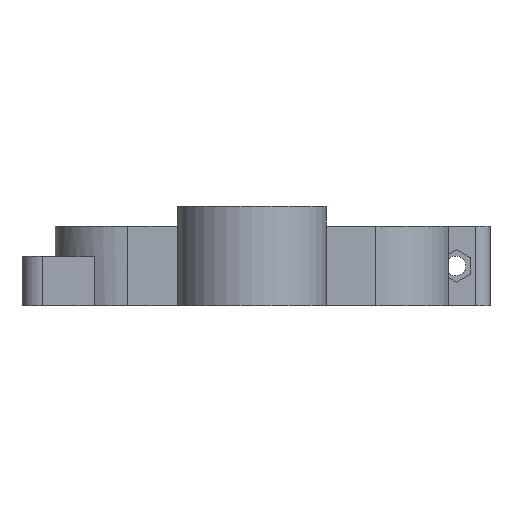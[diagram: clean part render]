
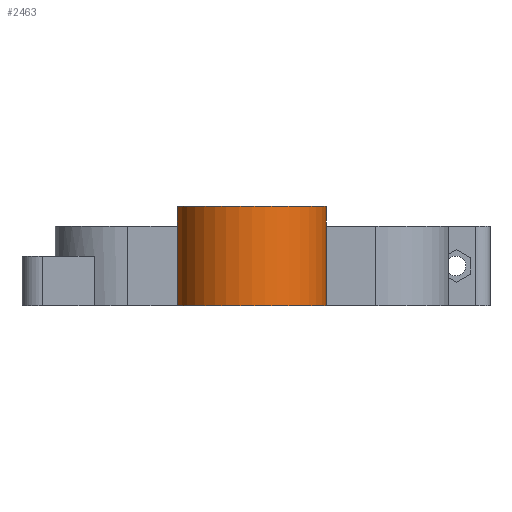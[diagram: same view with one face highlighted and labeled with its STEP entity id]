
A CAD part, left-side view. The second image highlights one B-rep face of the part: STEP entity #2463.
In plain terms, the highlighted cylindrical face has radius 15 mm (diameter 30 mm), a full revolution.
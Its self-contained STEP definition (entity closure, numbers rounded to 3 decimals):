
#73 = PLANE('',#74);
#74 = AXIS2_PLACEMENT_3D('',#75,#76,#77);
#75 = CARTESIAN_POINT('',(9.95,2.5,-16.));
#76 = DIRECTION('',(0.,0.,-1.));
#77 = DIRECTION('',(1.,0.,0.));
#545 = PLANE('',#546);
#546 = AXIS2_PLACEMENT_3D('',#547,#548,#549);
#547 = CARTESIAN_POINT('',(40.416,-70.861,
    0.));
#548 = DIRECTION('',(0.,0.,-1.));
#549 = DIRECTION('',(1.,0.,0.));
#577 = PLANE('',#578);
#578 = AXIS2_PLACEMENT_3D('',#579,#580,#581);
#579 = CARTESIAN_POINT('',(-0.003,-64.633,-16.));
#580 = DIRECTION('',(-1.,0.,0.));
#581 = DIRECTION('',(0.,1.,0.));
#921 = VERTEX_POINT('',#922);
#922 = CARTESIAN_POINT('',(-0.003,-24.642,-16.));
#943 = EDGE_CURVE('',#944,#921,#946,.T.);
#944 = VERTEX_POINT('',#945);
#945 = CARTESIAN_POINT('',(-0.003,-24.642,
    0.));
#946 = SURFACE_CURVE('',#947,(#951,#957),.PCURVE_S1.);
#947 = LINE('',#948,#949);
#948 = CARTESIAN_POINT('',(-0.003,-24.642,4.));
#949 = VECTOR('',#950,1.);
#950 = DIRECTION('',(0.,0.,-1.));
#951 = PCURVE('',#577,#952);
#952 = DEFINITIONAL_REPRESENTATION('',(#953),#956);
#953 = B_SPLINE_CURVE_WITH_KNOTS('',1,(#954,#955),.UNSPECIFIED.,.F.,.F.,
  (2,2),(2.4,20.),.PIECEWISE_BEZIER_KNOTS.);
#954 = CARTESIAN_POINT('',(39.992,-17.6));
#955 = CARTESIAN_POINT('',(39.992,0.));
#956 = ( GEOMETRIC_REPRESENTATION_CONTEXT(2) 
PARAMETRIC_REPRESENTATION_CONTEXT() REPRESENTATION_CONTEXT('2D SPACE',''
  ) );
#957 = PCURVE('',#958,#963);
#958 = CYLINDRICAL_SURFACE('',#959,15.);
#959 = AXIS2_PLACEMENT_3D('',#960,#961,#962);
#960 = CARTESIAN_POINT('',(0.,-39.642,4.));
#961 = DIRECTION('',(0.,0.,-1.));
#962 = DIRECTION('',(1.,0.,0.));
#963 = DEFINITIONAL_REPRESENTATION('',(#964),#967);
#964 = B_SPLINE_CURVE_WITH_KNOTS('',1,(#965,#966),.UNSPECIFIED.,.F.,.F.,
  (2,2),(2.4,20.),.PIECEWISE_BEZIER_KNOTS.);
#965 = CARTESIAN_POINT('',(4.712,2.4));
#966 = CARTESIAN_POINT('',(4.712,20.));
#967 = ( GEOMETRIC_REPRESENTATION_CONTEXT(2) 
PARAMETRIC_REPRESENTATION_CONTEXT() REPRESENTATION_CONTEXT('2D SPACE',''
  ) );
#1119 = VERTEX_POINT('',#1120);
#1120 = CARTESIAN_POINT('',(-0.003,-54.642,
    0.));
#1134 = PLANE('',#1135);
#1135 = AXIS2_PLACEMENT_3D('',#1136,#1137,#1138);
#1136 = CARTESIAN_POINT('',(-0.003,-64.633,-16.));
#1137 = DIRECTION('',(-1.,0.,0.));
#1138 = DIRECTION('',(0.,1.,0.));
#1146 = EDGE_CURVE('',#1147,#1119,#1149,.T.);
#1147 = VERTEX_POINT('',#1148);
#1148 = CARTESIAN_POINT('',(15.,-39.642,0.));
#1149 = SURFACE_CURVE('',#1150,(#1155,#1162),.PCURVE_S1.);
#1150 = CIRCLE('',#1151,15.);
#1151 = AXIS2_PLACEMENT_3D('',#1152,#1153,#1154);
#1152 = CARTESIAN_POINT('',(0.,-39.642,0.));
#1153 = DIRECTION('',(0.,0.,-1.));
#1154 = DIRECTION('',(1.,0.,0.));
#1155 = PCURVE('',#545,#1156);
#1156 = DEFINITIONAL_REPRESENTATION('',(#1157),#1161);
#1157 = CIRCLE('',#1158,15.);
#1158 = AXIS2_PLACEMENT_2D('',#1159,#1160);
#1159 = CARTESIAN_POINT('',(-40.416,-31.219));
#1160 = DIRECTION('',(1.,0.));
#1161 = ( GEOMETRIC_REPRESENTATION_CONTEXT(2) 
PARAMETRIC_REPRESENTATION_CONTEXT() REPRESENTATION_CONTEXT('2D SPACE',''
  ) );
#1162 = PCURVE('',#958,#1163);
#1163 = DEFINITIONAL_REPRESENTATION('',(#1164),#1168);
#1164 = LINE('',#1165,#1166);
#1165 = CARTESIAN_POINT('',(0.,4.));
#1166 = VECTOR('',#1167,1.);
#1167 = DIRECTION('',(1.,0.));
#1168 = ( GEOMETRIC_REPRESENTATION_CONTEXT(2) 
PARAMETRIC_REPRESENTATION_CONTEXT() REPRESENTATION_CONTEXT('2D SPACE',''
  ) );
#1170 = EDGE_CURVE('',#944,#1147,#1171,.T.);
#1171 = SURFACE_CURVE('',#1172,(#1177,#1184),.PCURVE_S1.);
#1172 = CIRCLE('',#1173,15.);
#1173 = AXIS2_PLACEMENT_3D('',#1174,#1175,#1176);
#1174 = CARTESIAN_POINT('',(0.,-39.642,0.));
#1175 = DIRECTION('',(0.,0.,-1.));
#1176 = DIRECTION('',(1.,0.,0.));
#1177 = PCURVE('',#545,#1178);
#1178 = DEFINITIONAL_REPRESENTATION('',(#1179),#1183);
#1179 = CIRCLE('',#1180,15.);
#1180 = AXIS2_PLACEMENT_2D('',#1181,#1182);
#1181 = CARTESIAN_POINT('',(-40.416,-31.219));
#1182 = DIRECTION('',(1.,0.));
#1183 = ( GEOMETRIC_REPRESENTATION_CONTEXT(2) 
PARAMETRIC_REPRESENTATION_CONTEXT() REPRESENTATION_CONTEXT('2D SPACE',''
  ) );
#1184 = PCURVE('',#958,#1185);
#1185 = DEFINITIONAL_REPRESENTATION('',(#1186),#1190);
#1186 = LINE('',#1187,#1188);
#1187 = CARTESIAN_POINT('',(0.,4.));
#1188 = VECTOR('',#1189,1.);
#1189 = DIRECTION('',(1.,0.));
#1190 = ( GEOMETRIC_REPRESENTATION_CONTEXT(2) 
PARAMETRIC_REPRESENTATION_CONTEXT() REPRESENTATION_CONTEXT('2D SPACE',''
  ) );
#2463 = ADVANCED_FACE('',(#2464),#958,.T.);
#2464 = FACE_BOUND('',#2465,.T.);
#2465 = EDGE_LOOP('',(#2466,#2490,#2509,#2510,#2533,#2560,#2561,#2562));
#2466 = ORIENTED_EDGE('',*,*,#2467,.F.);
#2467 = EDGE_CURVE('',#2468,#921,#2470,.T.);
#2468 = VERTEX_POINT('',#2469);
#2469 = CARTESIAN_POINT('',(-0.003,-54.642,-16.));
#2470 = SURFACE_CURVE('',#2471,(#2476,#2483),.PCURVE_S1.);
#2471 = CIRCLE('',#2472,15.);
#2472 = AXIS2_PLACEMENT_3D('',#2473,#2474,#2475);
#2473 = CARTESIAN_POINT('',(0.,-39.642,-16.));
#2474 = DIRECTION('',(0.,0.,-1.));
#2475 = DIRECTION('',(1.,0.,0.));
#2476 = PCURVE('',#958,#2477);
#2477 = DEFINITIONAL_REPRESENTATION('',(#2478),#2482);
#2478 = LINE('',#2479,#2480);
#2479 = CARTESIAN_POINT('',(0.,20.));
#2480 = VECTOR('',#2481,1.);
#2481 = DIRECTION('',(1.,0.));
#2482 = ( GEOMETRIC_REPRESENTATION_CONTEXT(2) 
PARAMETRIC_REPRESENTATION_CONTEXT() REPRESENTATION_CONTEXT('2D SPACE',''
  ) );
#2483 = PCURVE('',#73,#2484);
#2484 = DEFINITIONAL_REPRESENTATION('',(#2485),#2489);
#2485 = CIRCLE('',#2486,15.);
#2486 = AXIS2_PLACEMENT_2D('',#2487,#2488);
#2487 = CARTESIAN_POINT('',(-9.95,42.142));
#2488 = DIRECTION('',(1.,0.));
#2489 = ( GEOMETRIC_REPRESENTATION_CONTEXT(2) 
PARAMETRIC_REPRESENTATION_CONTEXT() REPRESENTATION_CONTEXT('2D SPACE',''
  ) );
#2490 = ORIENTED_EDGE('',*,*,#2491,.F.);
#2491 = EDGE_CURVE('',#1119,#2468,#2492,.T.);
#2492 = SURFACE_CURVE('',#2493,(#2497,#2503),.PCURVE_S1.);
#2493 = LINE('',#2494,#2495);
#2494 = CARTESIAN_POINT('',(-0.003,-54.642,4.));
#2495 = VECTOR('',#2496,1.);
#2496 = DIRECTION('',(0.,0.,-1.));
#2497 = PCURVE('',#958,#2498);
#2498 = DEFINITIONAL_REPRESENTATION('',(#2499),#2502);
#2499 = B_SPLINE_CURVE_WITH_KNOTS('',1,(#2500,#2501),.UNSPECIFIED.,.F.,
  .F.,(2,2),(2.4,20.),.PIECEWISE_BEZIER_KNOTS.);
#2500 = CARTESIAN_POINT('',(1.571,2.4));
#2501 = CARTESIAN_POINT('',(1.571,20.));
#2502 = ( GEOMETRIC_REPRESENTATION_CONTEXT(2) 
PARAMETRIC_REPRESENTATION_CONTEXT() REPRESENTATION_CONTEXT('2D SPACE',''
  ) );
#2503 = PCURVE('',#1134,#2504);
#2504 = DEFINITIONAL_REPRESENTATION('',(#2505),#2508);
#2505 = B_SPLINE_CURVE_WITH_KNOTS('',1,(#2506,#2507),.UNSPECIFIED.,.F.,
  .F.,(2,2),(2.4,20.),.PIECEWISE_BEZIER_KNOTS.);
#2506 = CARTESIAN_POINT('',(9.992,-17.6));
#2507 = CARTESIAN_POINT('',(9.992,0.));
#2508 = ( GEOMETRIC_REPRESENTATION_CONTEXT(2) 
PARAMETRIC_REPRESENTATION_CONTEXT() REPRESENTATION_CONTEXT('2D SPACE',''
  ) );
#2509 = ORIENTED_EDGE('',*,*,#1146,.F.);
#2510 = ORIENTED_EDGE('',*,*,#2511,.F.);
#2511 = EDGE_CURVE('',#2512,#1147,#2514,.T.);
#2512 = VERTEX_POINT('',#2513);
#2513 = CARTESIAN_POINT('',(15.,-39.642,4.));
#2514 = SEAM_CURVE('',#2515,(#2519,#2526),.PCURVE_S1.);
#2515 = LINE('',#2516,#2517);
#2516 = CARTESIAN_POINT('',(15.,-39.642,4.));
#2517 = VECTOR('',#2518,1.);
#2518 = DIRECTION('',(0.,0.,-1.));
#2519 = PCURVE('',#958,#2520);
#2520 = DEFINITIONAL_REPRESENTATION('',(#2521),#2525);
#2521 = LINE('',#2522,#2523);
#2522 = CARTESIAN_POINT('',(6.283,0.));
#2523 = VECTOR('',#2524,1.);
#2524 = DIRECTION('',(0.,1.));
#2525 = ( GEOMETRIC_REPRESENTATION_CONTEXT(2) 
PARAMETRIC_REPRESENTATION_CONTEXT() REPRESENTATION_CONTEXT('2D SPACE',''
  ) );
#2526 = PCURVE('',#958,#2527);
#2527 = DEFINITIONAL_REPRESENTATION('',(#2528),#2532);
#2528 = LINE('',#2529,#2530);
#2529 = CARTESIAN_POINT('',(0.,0.));
#2530 = VECTOR('',#2531,1.);
#2531 = DIRECTION('',(0.,1.));
#2532 = ( GEOMETRIC_REPRESENTATION_CONTEXT(2) 
PARAMETRIC_REPRESENTATION_CONTEXT() REPRESENTATION_CONTEXT('2D SPACE',''
  ) );
#2533 = ORIENTED_EDGE('',*,*,#2534,.T.);
#2534 = EDGE_CURVE('',#2512,#2512,#2535,.T.);
#2535 = SURFACE_CURVE('',#2536,(#2541,#2548),.PCURVE_S1.);
#2536 = CIRCLE('',#2537,15.);
#2537 = AXIS2_PLACEMENT_3D('',#2538,#2539,#2540);
#2538 = CARTESIAN_POINT('',(0.,-39.642,4.));
#2539 = DIRECTION('',(0.,0.,-1.));
#2540 = DIRECTION('',(1.,0.,0.));
#2541 = PCURVE('',#958,#2542);
#2542 = DEFINITIONAL_REPRESENTATION('',(#2543),#2547);
#2543 = LINE('',#2544,#2545);
#2544 = CARTESIAN_POINT('',(0.,0.));
#2545 = VECTOR('',#2546,1.);
#2546 = DIRECTION('',(1.,0.));
#2547 = ( GEOMETRIC_REPRESENTATION_CONTEXT(2) 
PARAMETRIC_REPRESENTATION_CONTEXT() REPRESENTATION_CONTEXT('2D SPACE',''
  ) );
#2548 = PCURVE('',#2549,#2554);
#2549 = PLANE('',#2550);
#2550 = AXIS2_PLACEMENT_3D('',#2551,#2552,#2553);
#2551 = CARTESIAN_POINT('',(0.,-39.642,4.));
#2552 = DIRECTION('',(0.,0.,-1.));
#2553 = DIRECTION('',(1.,0.,0.));
#2554 = DEFINITIONAL_REPRESENTATION('',(#2555),#2559);
#2555 = CIRCLE('',#2556,15.);
#2556 = AXIS2_PLACEMENT_2D('',#2557,#2558);
#2557 = CARTESIAN_POINT('',(0.,0.));
#2558 = DIRECTION('',(1.,0.));
#2559 = ( GEOMETRIC_REPRESENTATION_CONTEXT(2) 
PARAMETRIC_REPRESENTATION_CONTEXT() REPRESENTATION_CONTEXT('2D SPACE',''
  ) );
#2560 = ORIENTED_EDGE('',*,*,#2511,.T.);
#2561 = ORIENTED_EDGE('',*,*,#1170,.F.);
#2562 = ORIENTED_EDGE('',*,*,#943,.T.);
